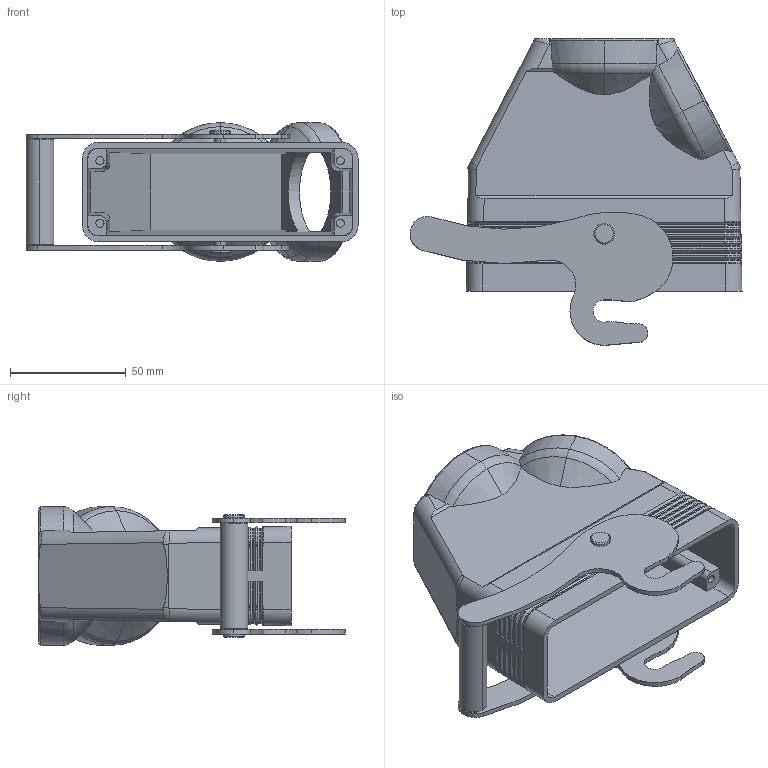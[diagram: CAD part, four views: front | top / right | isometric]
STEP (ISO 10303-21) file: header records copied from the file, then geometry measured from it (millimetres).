
FILE_DESCRIPTION(('CoCreate Modeling STEP Export'),'2;1');
FILE_NAME('MIO 24 YX40.stp','2009-12-18T14:57:25',(''),(''),'CoCreate Modeling STEP processor for AP214 (Solid Model)','CoCreate Modeling 16.00A 16-Aug-2008 (C) Parametric Technology GmbH','');
FILE_SCHEMA(('AUTOMOTIVE_DESIGN { 1 0 10303 214 1 1 1 1 }'));
Length unit declared in the file: millimetre
Products named in the file (3): L; H; MIO_24_YX40
Assembly tree (2 placements, depth 2):
  MIO_24_YX40
    H
    L
Bounding box: 143.62 x 132.56 x 60 mm (x, y, z)
Volume: 129424.4 mm3; surface area: 81265.6 mm2
Topology: 2 solids, 2 shells, 621 faces, 1738 edges, 1132 vertices
Faces by surface type: cylinder 243, plane 213, cone 84, revolution 52, bspline 18, torus 11
Entity records: 34010 total; most frequent: CARTESIAN_POINT 15524, ORIENTED_EDGE 3468, DIRECTION 2201, EDGE_CURVE 1734, VERTEX_POINT 1130, AXIS2_PLACEMENT_3D 746, VECTOR 657, LINE 657
